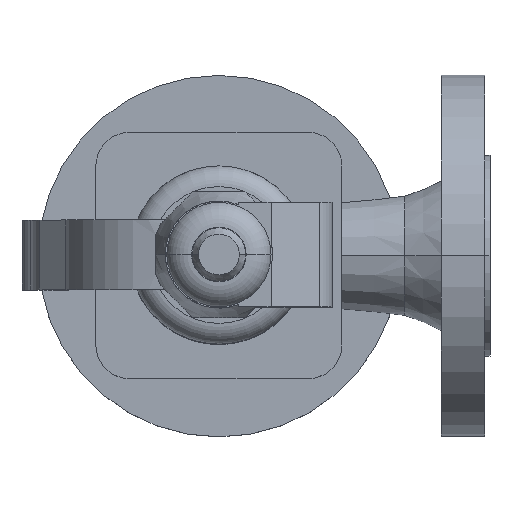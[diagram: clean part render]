
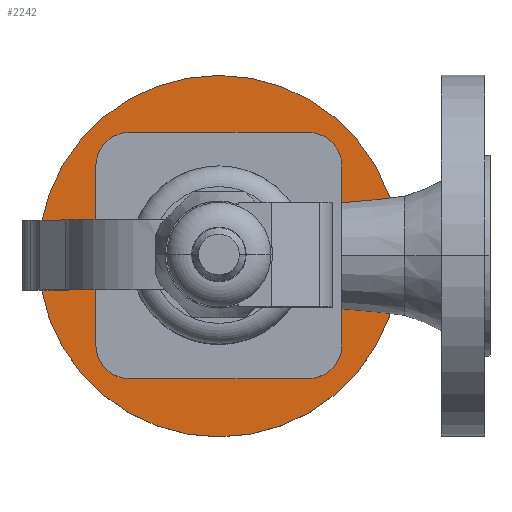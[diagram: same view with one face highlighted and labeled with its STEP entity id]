
A CAD part, top view. The second image highlights one B-rep face of the part: STEP entity #2242.
In plain terms, the highlighted planar face has unit normal (0, 0, 1).
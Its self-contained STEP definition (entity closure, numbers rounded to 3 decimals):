
#2069=CARTESIAN_POINT('',(-70.,0.,18.8));
#2070=VERTEX_POINT('',#2069);
#2077=CARTESIAN_POINT('',(70.,-0.,18.8));
#2078=VERTEX_POINT('',#2077);
#2079=CARTESIAN_POINT('',(0.,-0.,18.8));
#2080=DIRECTION('',(-0.,0.,-1.));
#2081=DIRECTION('',(-1.,0.,0.));
#2082=AXIS2_PLACEMENT_3D('',#2079,#2080,#2081);
#2083=CIRCLE('',#2082,70.);
#2084=EDGE_CURVE('',#2070,#2078,#2083,.T.);
#2100=CARTESIAN_POINT('',(-29.,-0.,18.8));
#2101=VERTEX_POINT('',#2100);
#2102=CARTESIAN_POINT('',(29.,0.,18.8));
#2103=VERTEX_POINT('',#2102);
#2104=CARTESIAN_POINT('',(0.,-0.,18.8));
#2105=DIRECTION('',(0.,0.,-1.));
#2106=DIRECTION('',(-1.,0.,0.));
#2107=AXIS2_PLACEMENT_3D('',#2104,#2105,#2106);
#2108=CIRCLE('',#2107,29.);
#2109=EDGE_CURVE('',#2101,#2103,#2108,.T.);
#2137=CARTESIAN_POINT('',(-49.5,0.,18.8));
#2138=DIRECTION('',(0.,-0.,1.));
#2139=DIRECTION('',(1.,-0.,-0.));
#2140=AXIS2_PLACEMENT_3D('',#2137,#2138,#2139);
#2141=PLANE('',#2140);
#2142=CARTESIAN_POINT('',(-44.355,35.355,18.8));
#2143=VERTEX_POINT('',#2142);
#2144=CARTESIAN_POINT('',(-26.355,35.355,18.8));
#2145=VERTEX_POINT('',#2144);
#2146=CARTESIAN_POINT('',(-35.355,35.355,18.8));
#2147=DIRECTION('',(0.,0.,-1.));
#2148=DIRECTION('',(1.,0.,0.));
#2149=AXIS2_PLACEMENT_3D('',#2146,#2147,#2148);
#2150=CIRCLE('',#2149,9.);
#2151=EDGE_CURVE('',#2143,#2145,#2150,.T.);
#2152=ORIENTED_EDGE('',*,*,#2151,.T.);
#2153=CARTESIAN_POINT('',(-35.355,35.355,18.8));
#2154=DIRECTION('',(0.,0.,-1.));
#2155=DIRECTION('',(1.,0.,0.));
#2156=AXIS2_PLACEMENT_3D('',#2153,#2154,#2155);
#2157=CIRCLE('',#2156,9.);
#2158=EDGE_CURVE('',#2145,#2143,#2157,.T.);
#2159=ORIENTED_EDGE('',*,*,#2158,.T.);
#2160=EDGE_LOOP('',(#2152,#2159));
#2161=FACE_BOUND('',#2160,.T.);
#2162=CARTESIAN_POINT('',(-26.355,-35.355,18.8));
#2163=VERTEX_POINT('',#2162);
#2164=CARTESIAN_POINT('',(-44.355,-35.355,18.8));
#2165=VERTEX_POINT('',#2164);
#2166=CARTESIAN_POINT('',(-35.355,-35.355,18.8));
#2167=DIRECTION('',(0.,0.,-1.));
#2168=DIRECTION('',(1.,0.,0.));
#2169=AXIS2_PLACEMENT_3D('',#2166,#2167,#2168);
#2170=CIRCLE('',#2169,9.);
#2171=EDGE_CURVE('',#2163,#2165,#2170,.T.);
#2172=ORIENTED_EDGE('',*,*,#2171,.T.);
#2173=CARTESIAN_POINT('',(-35.355,-35.355,18.8));
#2174=DIRECTION('',(0.,0.,-1.));
#2175=DIRECTION('',(1.,0.,0.));
#2176=AXIS2_PLACEMENT_3D('',#2173,#2174,#2175);
#2177=CIRCLE('',#2176,9.);
#2178=EDGE_CURVE('',#2165,#2163,#2177,.T.);
#2179=ORIENTED_EDGE('',*,*,#2178,.T.);
#2180=EDGE_LOOP('',(#2172,#2179));
#2181=FACE_BOUND('',#2180,.T.);
#2182=CARTESIAN_POINT('',(26.355,-35.355,18.8));
#2183=VERTEX_POINT('',#2182);
#2184=CARTESIAN_POINT('',(44.355,-35.355,18.8));
#2185=VERTEX_POINT('',#2184);
#2186=CARTESIAN_POINT('',(35.355,-35.355,18.8));
#2187=DIRECTION('',(0.,0.,-1.));
#2188=DIRECTION('',(1.,0.,0.));
#2189=AXIS2_PLACEMENT_3D('',#2186,#2187,#2188);
#2190=CIRCLE('',#2189,9.);
#2191=EDGE_CURVE('',#2183,#2185,#2190,.T.);
#2192=ORIENTED_EDGE('',*,*,#2191,.T.);
#2193=CARTESIAN_POINT('',(35.355,-35.355,18.8));
#2194=DIRECTION('',(0.,0.,-1.));
#2195=DIRECTION('',(1.,0.,0.));
#2196=AXIS2_PLACEMENT_3D('',#2193,#2194,#2195);
#2197=CIRCLE('',#2196,9.);
#2198=EDGE_CURVE('',#2185,#2183,#2197,.T.);
#2199=ORIENTED_EDGE('',*,*,#2198,.T.);
#2200=EDGE_LOOP('',(#2192,#2199));
#2201=FACE_BOUND('',#2200,.T.);
#2202=CARTESIAN_POINT('',(44.355,35.355,18.8));
#2203=VERTEX_POINT('',#2202);
#2204=CARTESIAN_POINT('',(26.355,35.355,18.8));
#2205=VERTEX_POINT('',#2204);
#2206=CARTESIAN_POINT('',(35.355,35.355,18.8));
#2207=DIRECTION('',(0.,0.,-1.));
#2208=DIRECTION('',(1.,0.,0.));
#2209=AXIS2_PLACEMENT_3D('',#2206,#2207,#2208);
#2210=CIRCLE('',#2209,9.);
#2211=EDGE_CURVE('',#2203,#2205,#2210,.T.);
#2212=ORIENTED_EDGE('',*,*,#2211,.T.);
#2213=CARTESIAN_POINT('',(35.355,35.355,18.8));
#2214=DIRECTION('',(0.,0.,-1.));
#2215=DIRECTION('',(1.,0.,0.));
#2216=AXIS2_PLACEMENT_3D('',#2213,#2214,#2215);
#2217=CIRCLE('',#2216,9.);
#2218=EDGE_CURVE('',#2205,#2203,#2217,.T.);
#2219=ORIENTED_EDGE('',*,*,#2218,.T.);
#2220=EDGE_LOOP('',(#2212,#2219));
#2221=FACE_BOUND('',#2220,.T.);
#2222=ORIENTED_EDGE('',*,*,#2109,.T.);
#2223=CARTESIAN_POINT('',(0.,-0.,18.8));
#2224=DIRECTION('',(0.,0.,-1.));
#2225=DIRECTION('',(-1.,0.,0.));
#2226=AXIS2_PLACEMENT_3D('',#2223,#2224,#2225);
#2227=CIRCLE('',#2226,29.);
#2228=EDGE_CURVE('',#2103,#2101,#2227,.T.);
#2229=ORIENTED_EDGE('',*,*,#2228,.T.);
#2230=EDGE_LOOP('',(#2222,#2229));
#2231=FACE_BOUND('',#2230,.T.);
#2232=ORIENTED_EDGE('',*,*,#2084,.F.);
#2233=CARTESIAN_POINT('',(0.,-0.,18.8));
#2234=DIRECTION('',(-0.,0.,-1.));
#2235=DIRECTION('',(-1.,0.,0.));
#2236=AXIS2_PLACEMENT_3D('',#2233,#2234,#2235);
#2237=CIRCLE('',#2236,70.);
#2238=EDGE_CURVE('',#2078,#2070,#2237,.T.);
#2239=ORIENTED_EDGE('',*,*,#2238,.F.);
#2240=EDGE_LOOP('',(#2232,#2239));
#2241=FACE_BOUND('',#2240,.T.);
#2242=ADVANCED_FACE('',(#2161,#2181,#2201,#2221,#2231,#2241),#2141,.T.);
